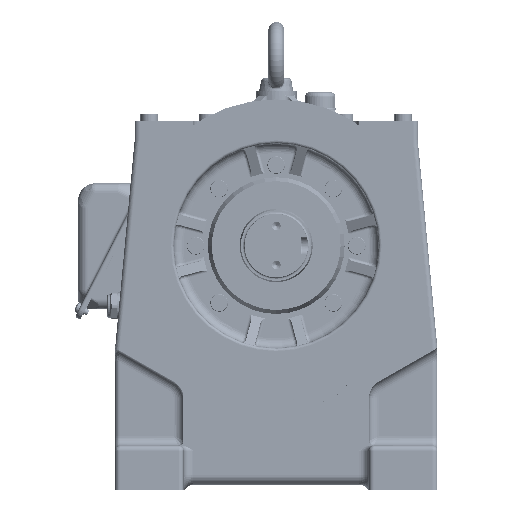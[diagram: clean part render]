
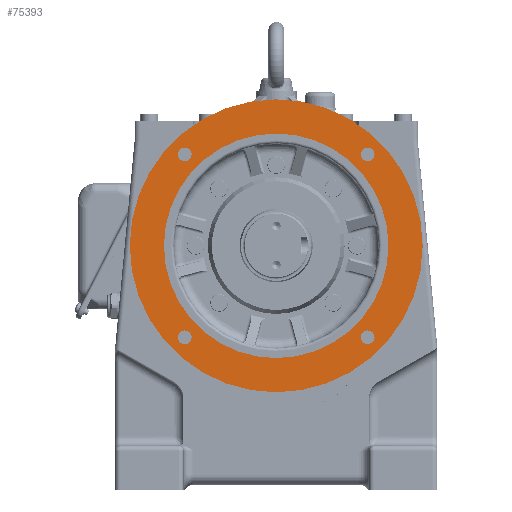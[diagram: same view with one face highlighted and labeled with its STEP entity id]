
A CAD part, front view. The second image highlights one B-rep face of the part: STEP entity #75393.
In plain terms, the highlighted planar face has unit normal (0, -1, 0).
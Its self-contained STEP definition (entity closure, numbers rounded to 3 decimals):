
#7386=CIRCLE('',#104003,150.);
#7387=CIRCLE('',#104005,7.);
#7389=CIRCLE('',#104008,7.);
#7391=CIRCLE('',#104011,7.);
#7393=CIRCLE('',#104014,7.);
#7395=CIRCLE('',#104017,115.);
#24692=ORIENTED_EDGE('',*,*,#38711,.T.);
#24693=ORIENTED_EDGE('',*,*,#38709,.T.);
#24694=ORIENTED_EDGE('',*,*,#38707,.T.);
#24695=ORIENTED_EDGE('',*,*,#38705,.T.);
#24696=ORIENTED_EDGE('',*,*,#38713,.F.);
#24697=ORIENTED_EDGE('',*,*,#38704,.T.);
#38704=EDGE_CURVE('',#46777,#46777,#7386,.T.);
#38705=EDGE_CURVE('',#46778,#46778,#7387,.T.);
#38707=EDGE_CURVE('',#46780,#46780,#7389,.T.);
#38709=EDGE_CURVE('',#46782,#46782,#7391,.T.);
#38711=EDGE_CURVE('',#46784,#46784,#7393,.T.);
#38713=EDGE_CURVE('',#46786,#46786,#7395,.T.);
#46777=VERTEX_POINT('',#157646);
#46778=VERTEX_POINT('',#157649);
#46780=VERTEX_POINT('',#157654);
#46782=VERTEX_POINT('',#157659);
#46784=VERTEX_POINT('',#157664);
#46786=VERTEX_POINT('',#157669);
#63090=EDGE_LOOP('',(#24692));
#63091=EDGE_LOOP('',(#24693));
#63092=EDGE_LOOP('',(#24694));
#63093=EDGE_LOOP('',(#24695));
#63094=EDGE_LOOP('',(#24696));
#63095=EDGE_LOOP('',(#24697));
#68545=FACE_BOUND('',#63090,.T.);
#68546=FACE_BOUND('',#63091,.T.);
#68547=FACE_BOUND('',#63092,.T.);
#68548=FACE_BOUND('',#63093,.T.);
#68549=FACE_BOUND('',#63094,.T.);
#68550=FACE_BOUND('',#63095,.T.);
#71741=PLANE('',#104016);
#75393=ADVANCED_FACE('',(#68545,#68546,#68547,#68548,#68549,#68550),#71741,
 .T.);
#104003=AXIS2_PLACEMENT_3D('',#157645,#121583,#121584);
#104005=AXIS2_PLACEMENT_3D('',#157648,#121587,#121588);
#104008=AXIS2_PLACEMENT_3D('',#157653,#121593,#121594);
#104011=AXIS2_PLACEMENT_3D('',#157658,#121599,#121600);
#104014=AXIS2_PLACEMENT_3D('',#157663,#121605,#121606);
#104016=AXIS2_PLACEMENT_3D('',#157667,#121609,#121610);
#104017=AXIS2_PLACEMENT_3D('',#157668,#121611,#121612);
#121583=DIRECTION('',(0.,-1.,0.));
#121584=DIRECTION('',(0.,0.,1.));
#121587=DIRECTION('',(0.,1.,0.));
#121588=DIRECTION('',(1.,0.,0.));
#121593=DIRECTION('',(0.,1.,0.));
#121594=DIRECTION('',(0.,0.,1.));
#121599=DIRECTION('',(0.,1.,0.));
#121600=DIRECTION('',(-1.,0.,0.));
#121605=DIRECTION('',(0.,1.,0.));
#121606=DIRECTION('',(0.,0.,-1.));
#121609=DIRECTION('',(0.,-1.,0.));
#121610=DIRECTION('',(0.,0.,1.));
#121611=DIRECTION('',(0.,-1.,0.));
#121612=DIRECTION('',(0.,0.,1.));
#157645=CARTESIAN_POINT('',(0.,-307.,-0.23));
#157646=CARTESIAN_POINT('',(0.,-307.,149.77));
#157648=CARTESIAN_POINT('',(93.692,-307.,93.461));
#157649=CARTESIAN_POINT('',(100.692,-307.,93.461));
#157653=CARTESIAN_POINT('',(-93.692,-307.,93.461));
#157654=CARTESIAN_POINT('',(-93.692,-307.,100.461));
#157658=CARTESIAN_POINT('',(-93.692,-307.,-93.922));
#157659=CARTESIAN_POINT('',(-100.692,-307.,-93.922));
#157663=CARTESIAN_POINT('',(93.692,-307.,-93.922));
#157664=CARTESIAN_POINT('',(93.692,-307.,-100.922));
#157667=CARTESIAN_POINT('',(0.,-307.,114.77));
#157668=CARTESIAN_POINT('',(0.,-307.,-0.23));
#157669=CARTESIAN_POINT('',(0.,-307.,114.77));
